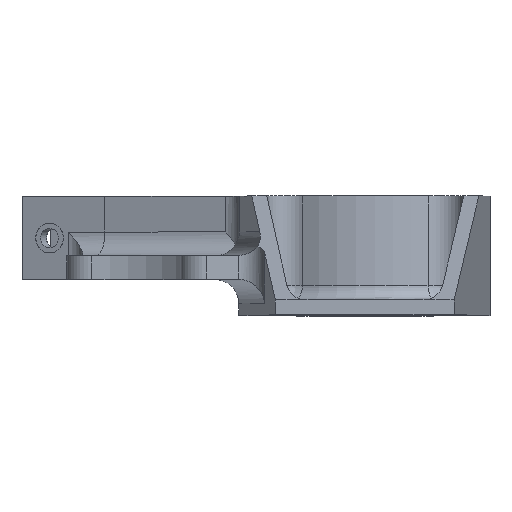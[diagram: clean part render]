
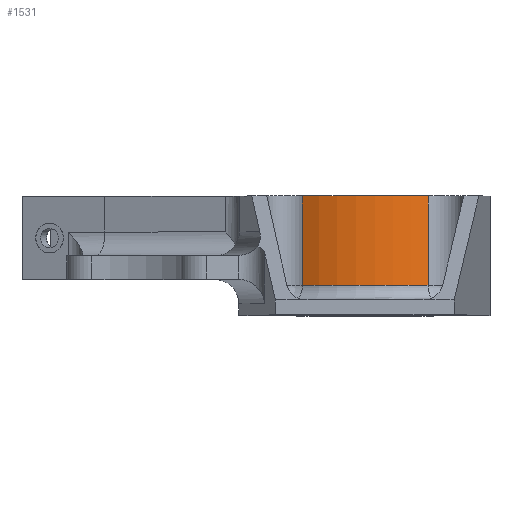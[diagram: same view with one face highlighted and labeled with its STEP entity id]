
A CAD part, top view. The second image highlights one B-rep face of the part: STEP entity #1531.
In plain terms, the highlighted cylindrical face has radius 42 mm (diameter 84 mm), a partial arc.
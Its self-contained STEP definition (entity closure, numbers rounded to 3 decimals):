
#543=CARTESIAN_POINT('Vertex',(21.227,23.,36.241)) ;
#563=CARTESIAN_POINT('Axis2P3D Location',(0.,23.,0.)) ;
#567=CARTESIAN_POINT('Vertex',(-20.933,23.,36.412)) ;
#1493=CARTESIAN_POINT('Vertex',(21.227,53.,36.241)) ;
#1496=CARTESIAN_POINT('Line Origine',(21.227,35.5,36.241)) ;
#1508=CARTESIAN_POINT('Axis2P3D Location',(0.,32.39,0.)) ;
#1513=CARTESIAN_POINT('Axis2P3D Location',(0.,53.,0.)) ;
#1517=CARTESIAN_POINT('Vertex',(-20.933,53.,36.412)) ;
#1520=CARTESIAN_POINT('Line Origine',(-20.933,32.39,36.412)) ;
#564=DIRECTION('Axis2P3D Direction',(0.,1.,0.)) ;
#1497=DIRECTION('Vector Direction',(0.,1.,0.)) ;
#1509=DIRECTION('Axis2P3D Direction',(0.,1.,-0.)) ;
#1510=DIRECTION('Axis2P3D XDirection',(-0.831,0.,0.556)) ;
#1514=DIRECTION('Axis2P3D Direction',(0.,1.,-0.)) ;
#1521=DIRECTION('Vector Direction',(0.,1.,0.)) ;
#565=AXIS2_PLACEMENT_3D('Circle Axis2P3D',#563,#564,$) ;
#1511=AXIS2_PLACEMENT_3D('Cylinder Axis2P3D',#1508,#1509,#1510) ;
#1515=AXIS2_PLACEMENT_3D('Circle Axis2P3D',#1513,#1514,$) ;
#1526=ORIENTED_EDGE('',*,*,#1500,.T.) ;
#1527=ORIENTED_EDGE('',*,*,#1519,.T.) ;
#1528=ORIENTED_EDGE('',*,*,#1524,.F.) ;
#1529=ORIENTED_EDGE('',*,*,#569,.F.) ;
#1498=VECTOR('Line Direction',#1497,1.) ;
#1522=VECTOR('Line Direction',#1521,1.) ;
#1531=ADVANCED_FACE('Corps principal',(#1530),#1512,.T.) ;
#566=CIRCLE('generated circle',#565,42.) ;
#1516=CIRCLE('generated circle',#1515,42.) ;
#1512=CYLINDRICAL_SURFACE('generated cylinder',#1511,42.) ;
#569=EDGE_CURVE('',#544,#568,#566,.F.) ;
#1500=EDGE_CURVE('',#544,#1494,#1499,.T.) ;
#1519=EDGE_CURVE('',#1494,#1518,#1516,.F.) ;
#1524=EDGE_CURVE('',#568,#1518,#1523,.T.) ;
#1525=EDGE_LOOP('',(#1526,#1527,#1528,#1529)) ;
#1530=FACE_OUTER_BOUND('',#1525,.T.) ;
#1499=LINE('Line',#1496,#1498) ;
#1523=LINE('Line',#1520,#1522) ;
#544=VERTEX_POINT('',#543) ;
#568=VERTEX_POINT('',#567) ;
#1494=VERTEX_POINT('',#1493) ;
#1518=VERTEX_POINT('',#1517) ;
